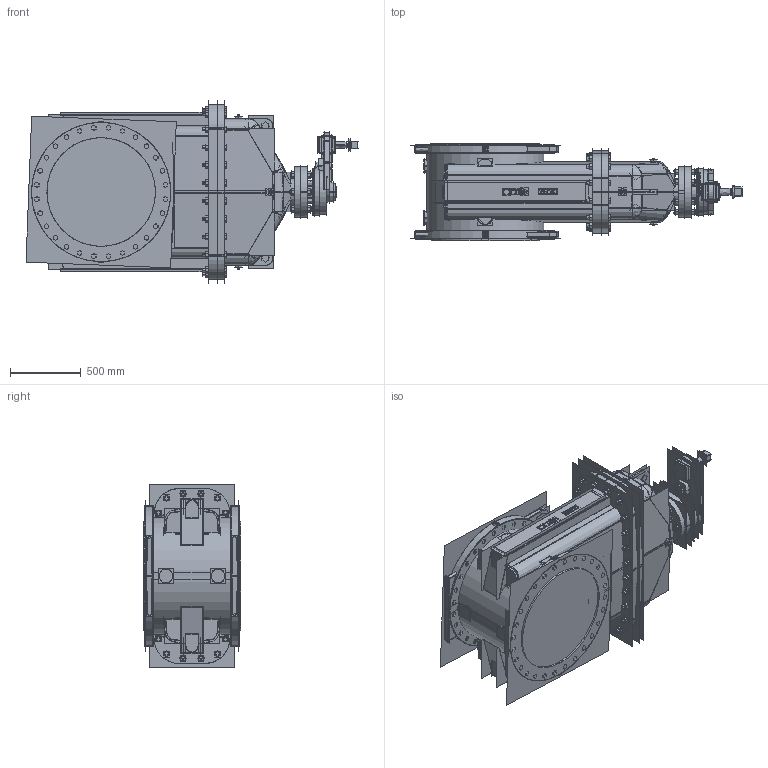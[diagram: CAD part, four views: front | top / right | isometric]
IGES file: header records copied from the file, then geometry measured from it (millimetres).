
Start section:  PTC IGES file: 30 nrs ff spur gear assy website.igs
Global section: file name: 30 nrs ff spur gear assy website.igs; native system: Pro/ENGINEER by Parametric Technology Corporation; preprocessor: 2010280; author: smm2; organization: Unknown; date: 20141121.103922; units: inch
Bounding box: 2348.4 x 687.08 x 1294.38 mm (x, y, z)
Surface area: 40157207.6 mm2 (no closed solid volume)
Topology: 0 solids, 0 shells, 5268 faces, 76235 edges, 100048 vertices
Faces by surface type: revolution 2874, bspline 2394
